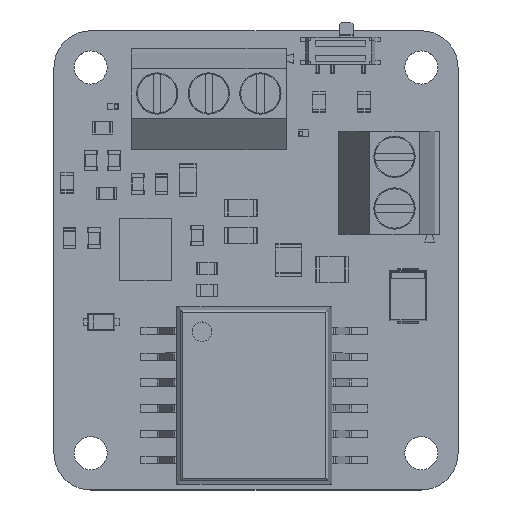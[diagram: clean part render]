
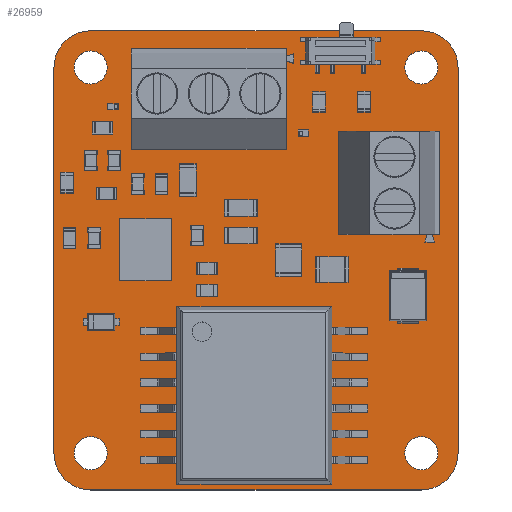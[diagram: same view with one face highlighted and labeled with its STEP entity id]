
A CAD part, top view. The second image highlights one B-rep face of the part: STEP entity #26959.
In plain terms, the highlighted planar face has unit normal (0, 0, 1).
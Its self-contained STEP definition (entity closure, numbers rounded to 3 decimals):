
#26689 = VERTEX_POINT('',#26690);
#26690 = CARTESIAN_POINT('',(16.002,22.225,1.6));
#26696 = EDGE_CURVE('',#26689,#26697,#26699,.T.);
#26697 = VERTEX_POINT('',#26698);
#26698 = CARTESIAN_POINT('',(19.558,18.669,1.6));
#26699 = CIRCLE('',#26700,3.556);
#26700 = AXIS2_PLACEMENT_3D('',#26701,#26702,#26703);
#26701 = CARTESIAN_POINT('',(16.002,18.669,1.6));
#26702 = DIRECTION('',(0.,0.,-1.));
#26703 = DIRECTION('',(0.,1.,0.));
#26731 = VERTEX_POINT('',#26732);
#26732 = CARTESIAN_POINT('',(-16.002,22.225,1.6));
#26738 = EDGE_CURVE('',#26731,#26689,#26739,.T.);
#26739 = LINE('',#26740,#26741);
#26740 = CARTESIAN_POINT('',(-16.002,22.225,1.6));
#26741 = VECTOR('',#26742,1.);
#26742 = DIRECTION('',(1.,0.,0.));
#26760 = EDGE_CURVE('',#26697,#26761,#26763,.T.);
#26761 = VERTEX_POINT('',#26762);
#26762 = CARTESIAN_POINT('',(19.558,-18.669,1.6));
#26763 = LINE('',#26764,#26765);
#26764 = CARTESIAN_POINT('',(19.558,18.669,1.6));
#26765 = VECTOR('',#26766,1.);
#26766 = DIRECTION('',(0.,-1.,0.));
#26959 = ADVANCED_FACE('',(#26960,#27006,#27017,#27028,#27039,#27050,
    #27061,#27072,#27083,#27094,#27105,#27116),#27127,.T.);
#26960 = FACE_BOUND('',#26961,.T.);
#26961 = EDGE_LOOP('',(#26962,#26963,#26964,#26973,#26981,#26990,#26998,
    #27005));
#26962 = ORIENTED_EDGE('',*,*,#26696,.F.);
#26963 = ORIENTED_EDGE('',*,*,#26738,.F.);
#26964 = ORIENTED_EDGE('',*,*,#26965,.F.);
#26965 = EDGE_CURVE('',#26966,#26731,#26968,.T.);
#26966 = VERTEX_POINT('',#26967);
#26967 = CARTESIAN_POINT('',(-19.558,18.669,1.6));
#26968 = CIRCLE('',#26969,3.556);
#26969 = AXIS2_PLACEMENT_3D('',#26970,#26971,#26972);
#26970 = CARTESIAN_POINT('',(-16.002,18.669,1.6));
#26971 = DIRECTION('',(0.,0.,-1.));
#26972 = DIRECTION('',(-1.,0.,-0.));
#26973 = ORIENTED_EDGE('',*,*,#26974,.F.);
#26974 = EDGE_CURVE('',#26975,#26966,#26977,.T.);
#26975 = VERTEX_POINT('',#26976);
#26976 = CARTESIAN_POINT('',(-19.558,-18.669,1.6));
#26977 = LINE('',#26978,#26979);
#26978 = CARTESIAN_POINT('',(-19.558,-18.669,1.6));
#26979 = VECTOR('',#26980,1.);
#26980 = DIRECTION('',(0.,1.,0.));
#26981 = ORIENTED_EDGE('',*,*,#26982,.F.);
#26982 = EDGE_CURVE('',#26983,#26975,#26985,.T.);
#26983 = VERTEX_POINT('',#26984);
#26984 = CARTESIAN_POINT('',(-16.002,-22.225,1.6));
#26985 = CIRCLE('',#26986,3.556);
#26986 = AXIS2_PLACEMENT_3D('',#26987,#26988,#26989);
#26987 = CARTESIAN_POINT('',(-16.002,-18.669,1.6));
#26988 = DIRECTION('',(0.,0.,-1.));
#26989 = DIRECTION('',(0.,-1.,0.));
#26990 = ORIENTED_EDGE('',*,*,#26991,.F.);
#26991 = EDGE_CURVE('',#26992,#26983,#26994,.T.);
#26992 = VERTEX_POINT('',#26993);
#26993 = CARTESIAN_POINT('',(16.002,-22.225,1.6));
#26994 = LINE('',#26995,#26996);
#26995 = CARTESIAN_POINT('',(16.002,-22.225,1.6));
#26996 = VECTOR('',#26997,1.);
#26997 = DIRECTION('',(-1.,0.,0.));
#26998 = ORIENTED_EDGE('',*,*,#26999,.F.);
#26999 = EDGE_CURVE('',#26761,#26992,#27000,.T.);
#27000 = CIRCLE('',#27001,3.556);
#27001 = AXIS2_PLACEMENT_3D('',#27002,#27003,#27004);
#27002 = CARTESIAN_POINT('',(16.002,-18.669,1.6));
#27003 = DIRECTION('',(0.,0.,-1.));
#27004 = DIRECTION('',(1.,0.,0.));
#27005 = ORIENTED_EDGE('',*,*,#26760,.F.);
#27006 = FACE_BOUND('',#27007,.T.);
#27007 = EDGE_LOOP('',(#27008));
#27008 = ORIENTED_EDGE('',*,*,#27009,.T.);
#27009 = EDGE_CURVE('',#27010,#27010,#27012,.T.);
#27010 = VERTEX_POINT('',#27011);
#27011 = CARTESIAN_POINT('',(-16.002,-20.269,1.6));
#27012 = CIRCLE('',#27013,1.6);
#27013 = AXIS2_PLACEMENT_3D('',#27014,#27015,#27016);
#27014 = CARTESIAN_POINT('',(-16.002,-18.669,1.6));
#27015 = DIRECTION('',(-0.,0.,-1.));
#27016 = DIRECTION('',(-0.,-1.,0.));
#27017 = FACE_BOUND('',#27018,.T.);
#27018 = EDGE_LOOP('',(#27019));
#27019 = ORIENTED_EDGE('',*,*,#27020,.T.);
#27020 = EDGE_CURVE('',#27021,#27021,#27023,.T.);
#27021 = VERTEX_POINT('',#27022);
#27022 = CARTESIAN_POINT('',(16.002,-20.269,1.6));
#27023 = CIRCLE('',#27024,1.6);
#27024 = AXIS2_PLACEMENT_3D('',#27025,#27026,#27027);
#27025 = CARTESIAN_POINT('',(16.002,-18.669,1.6));
#27026 = DIRECTION('',(-0.,0.,-1.));
#27027 = DIRECTION('',(-0.,-1.,0.));
#27028 = FACE_BOUND('',#27029,.T.);
#27029 = EDGE_LOOP('',(#27030));
#27030 = ORIENTED_EDGE('',*,*,#27031,.T.);
#27031 = EDGE_CURVE('',#27032,#27032,#27034,.T.);
#27032 = VERTEX_POINT('',#27033);
#27033 = CARTESIAN_POINT('',(-16.002,17.069,1.6));
#27034 = CIRCLE('',#27035,1.6);
#27035 = AXIS2_PLACEMENT_3D('',#27036,#27037,#27038);
#27036 = CARTESIAN_POINT('',(-16.002,18.669,1.6));
#27037 = DIRECTION('',(-0.,0.,-1.));
#27038 = DIRECTION('',(-0.,-1.,0.));
#27039 = FACE_BOUND('',#27040,.T.);
#27040 = EDGE_LOOP('',(#27041));
#27041 = ORIENTED_EDGE('',*,*,#27042,.T.);
#27042 = EDGE_CURVE('',#27043,#27043,#27045,.T.);
#27043 = VERTEX_POINT('',#27044);
#27044 = CARTESIAN_POINT('',(-9.572,15.276,1.6));
#27045 = CIRCLE('',#27046,0.65);
#27046 = AXIS2_PLACEMENT_3D('',#27047,#27048,#27049);
#27047 = CARTESIAN_POINT('',(-9.572,15.926,1.6));
#27048 = DIRECTION('',(-0.,0.,-1.));
#27049 = DIRECTION('',(-0.,-1.,0.));
#27050 = FACE_BOUND('',#27051,.T.);
#27051 = EDGE_LOOP('',(#27052));
#27052 = ORIENTED_EDGE('',*,*,#27053,.T.);
#27053 = EDGE_CURVE('',#27054,#27054,#27056,.T.);
#27054 = VERTEX_POINT('',#27055);
#27055 = CARTESIAN_POINT('',(-4.572,15.276,1.6));
#27056 = CIRCLE('',#27057,0.65);
#27057 = AXIS2_PLACEMENT_3D('',#27058,#27059,#27060);
#27058 = CARTESIAN_POINT('',(-4.572,15.926,1.6));
#27059 = DIRECTION('',(-0.,0.,-1.));
#27060 = DIRECTION('',(-0.,-1.,0.));
#27061 = FACE_BOUND('',#27062,.T.);
#27062 = EDGE_LOOP('',(#27063));
#27063 = ORIENTED_EDGE('',*,*,#27064,.T.);
#27064 = EDGE_CURVE('',#27065,#27065,#27067,.T.);
#27065 = VERTEX_POINT('',#27066);
#27066 = CARTESIAN_POINT('',(13.208,4.343,1.6));
#27067 = CIRCLE('',#27068,0.65);
#27068 = AXIS2_PLACEMENT_3D('',#27069,#27070,#27071);
#27069 = CARTESIAN_POINT('',(13.208,4.993,1.6));
#27070 = DIRECTION('',(-0.,0.,-1.));
#27071 = DIRECTION('',(-0.,-1.,0.));
#27072 = FACE_BOUND('',#27073,.T.);
#27073 = EDGE_LOOP('',(#27074));
#27074 = ORIENTED_EDGE('',*,*,#27075,.T.);
#27075 = EDGE_CURVE('',#27076,#27076,#27078,.T.);
#27076 = VERTEX_POINT('',#27077);
#27077 = CARTESIAN_POINT('',(13.208,9.343,1.6));
#27078 = CIRCLE('',#27079,0.65);
#27079 = AXIS2_PLACEMENT_3D('',#27080,#27081,#27082);
#27080 = CARTESIAN_POINT('',(13.208,9.993,1.6));
#27081 = DIRECTION('',(-0.,0.,-1.));
#27082 = DIRECTION('',(-0.,-1.,0.));
#27083 = FACE_BOUND('',#27084,.T.);
#27084 = EDGE_LOOP('',(#27085));
#27085 = ORIENTED_EDGE('',*,*,#27086,.T.);
#27086 = EDGE_CURVE('',#27087,#27087,#27089,.T.);
#27087 = VERTEX_POINT('',#27088);
#27088 = CARTESIAN_POINT('',(0.428,15.276,1.6));
#27089 = CIRCLE('',#27090,0.65);
#27090 = AXIS2_PLACEMENT_3D('',#27091,#27092,#27093);
#27091 = CARTESIAN_POINT('',(0.428,15.926,1.6));
#27092 = DIRECTION('',(-0.,0.,-1.));
#27093 = DIRECTION('',(0.,-1.,0.));
#27094 = FACE_BOUND('',#27095,.T.);
#27095 = EDGE_LOOP('',(#27096));
#27096 = ORIENTED_EDGE('',*,*,#27097,.T.);
#27097 = EDGE_CURVE('',#27098,#27098,#27100,.T.);
#27098 = VERTEX_POINT('',#27099);
#27099 = CARTESIAN_POINT('',(6.664,19.819,1.6));
#27100 = CIRCLE('',#27101,0.45);
#27101 = AXIS2_PLACEMENT_3D('',#27102,#27103,#27104);
#27102 = CARTESIAN_POINT('',(6.664,20.269,1.6));
#27103 = DIRECTION('',(-0.,0.,-1.));
#27104 = DIRECTION('',(-0.,-1.,0.));
#27105 = FACE_BOUND('',#27106,.T.);
#27106 = EDGE_LOOP('',(#27107));
#27107 = ORIENTED_EDGE('',*,*,#27108,.T.);
#27108 = EDGE_CURVE('',#27109,#27109,#27111,.T.);
#27109 = VERTEX_POINT('',#27110);
#27110 = CARTESIAN_POINT('',(9.664,19.819,1.6));
#27111 = CIRCLE('',#27112,0.45);
#27112 = AXIS2_PLACEMENT_3D('',#27113,#27114,#27115);
#27113 = CARTESIAN_POINT('',(9.664,20.269,1.6));
#27114 = DIRECTION('',(-0.,0.,-1.));
#27115 = DIRECTION('',(0.,-1.,0.));
#27116 = FACE_BOUND('',#27117,.T.);
#27117 = EDGE_LOOP('',(#27118));
#27118 = ORIENTED_EDGE('',*,*,#27119,.T.);
#27119 = EDGE_CURVE('',#27120,#27120,#27122,.T.);
#27120 = VERTEX_POINT('',#27121);
#27121 = CARTESIAN_POINT('',(16.002,17.069,1.6));
#27122 = CIRCLE('',#27123,1.6);
#27123 = AXIS2_PLACEMENT_3D('',#27124,#27125,#27126);
#27124 = CARTESIAN_POINT('',(16.002,18.669,1.6));
#27125 = DIRECTION('',(-0.,0.,-1.));
#27126 = DIRECTION('',(-0.,-1.,0.));
#27127 = PLANE('',#27128);
#27128 = AXIS2_PLACEMENT_3D('',#27129,#27130,#27131);
#27129 = CARTESIAN_POINT('',(0.,0.,1.6));
#27130 = DIRECTION('',(0.,0.,1.));
#27131 = DIRECTION('',(1.,0.,-0.));
